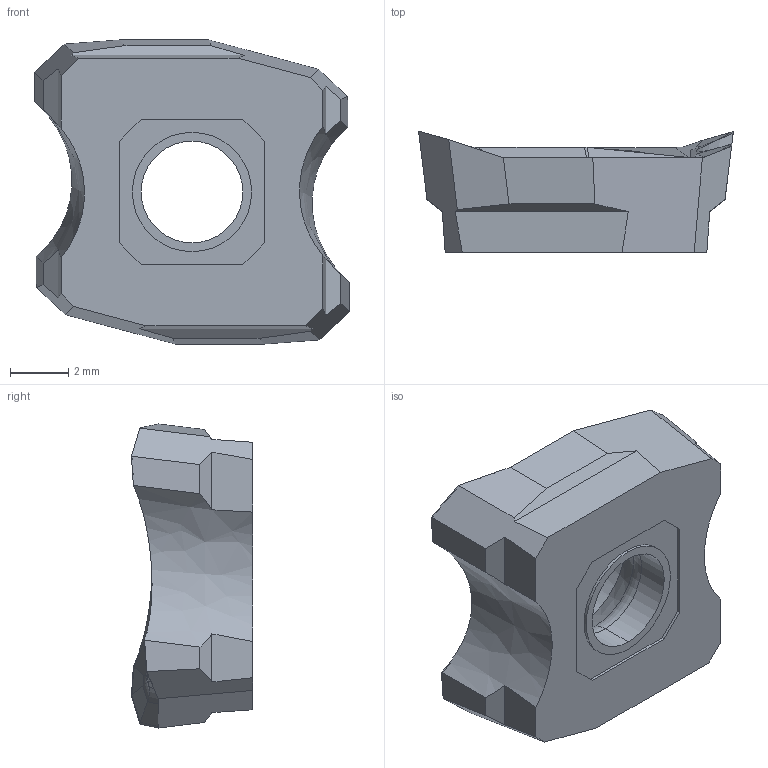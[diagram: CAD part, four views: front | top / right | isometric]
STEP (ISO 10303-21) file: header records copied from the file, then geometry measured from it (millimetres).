
FILE_DESCRIPTION (( 'STEP AP214' ), '1' );
FILE_NAME ('600.840.009.STEP', '2024-06-21T11:10:58', ( '' ), ( '' ), 'SwSTEP 2.0', 'SolidWorks 2022', '' );
FILE_SCHEMA (( 'AUTOMOTIVE_DESIGN' ));
Length unit declared in the file: millimetre
Products named in the file (1): 600.840.009
Bounding box: 10.83 x 4.17 x 10.46 mm (x, y, z)
Volume: 240.3 mm3; surface area: 330 mm2
Topology: 1 solids, 1 shells, 132 faces, 340 edges, 209 vertices
Faces by surface type: plane 90, cylinder 30, bspline 6, torus 2, cone 2, sphere 2
Entity records: 3971 total; most frequent: CARTESIAN_POINT 971, ORIENTED_EDGE 668, DIRECTION 546, EDGE_CURVE 334, LINE 242, VECTOR 242, VERTEX_POINT 205, AXIS2_PLACEMENT_3D 152
